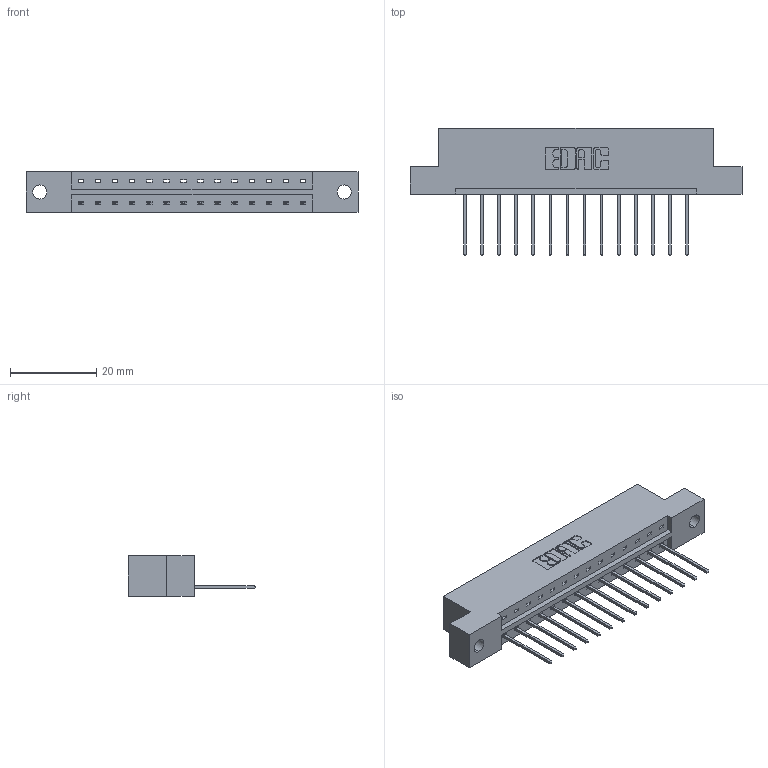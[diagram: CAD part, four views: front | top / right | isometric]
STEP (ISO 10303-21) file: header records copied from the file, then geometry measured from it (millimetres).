
FILE_DESCRIPTION (( 'STEP AP203' ), '1' );
FILE_NAME ('333-014-540-102.STEP', '2018-08-01T02:23:18', ( '' ), ( '' ), 'SwSTEP 2.0', 'SolidWorks 2016', '' );
FILE_SCHEMA (( 'CONFIG_CONTROL_DESIGN' ));
Length unit declared in the file: inch
Products named in the file (3): 333 Part_Flush - .128 Dia; 345-292-001_345-293-140; 333-014-540-102
Assembly tree (15 placements, depth 2):
  333-014-540-102
    333 Part_Flush - .128 Dia
    345-292-001_345-293-140  x14
Bounding box: 77.01 x 29.47 x 9.4 mm (x, y, z)
Volume: 7491.1 mm3; surface area: 7791.3 mm2
Topology: 15 solids, 15 shells, 926 faces, 2775 edges, 1830 vertices
Faces by surface type: plane 658, cylinder 268
Entity records: 12201 total; most frequent: CARTESIAN_POINT 2116, ORIENTED_EDGE 2066, DIRECTION 1841, EDGE_CURVE 1033, LINE 905, VECTOR 905, VERTEX_POINT 686, AXIS2_PLACEMENT_3D 468
